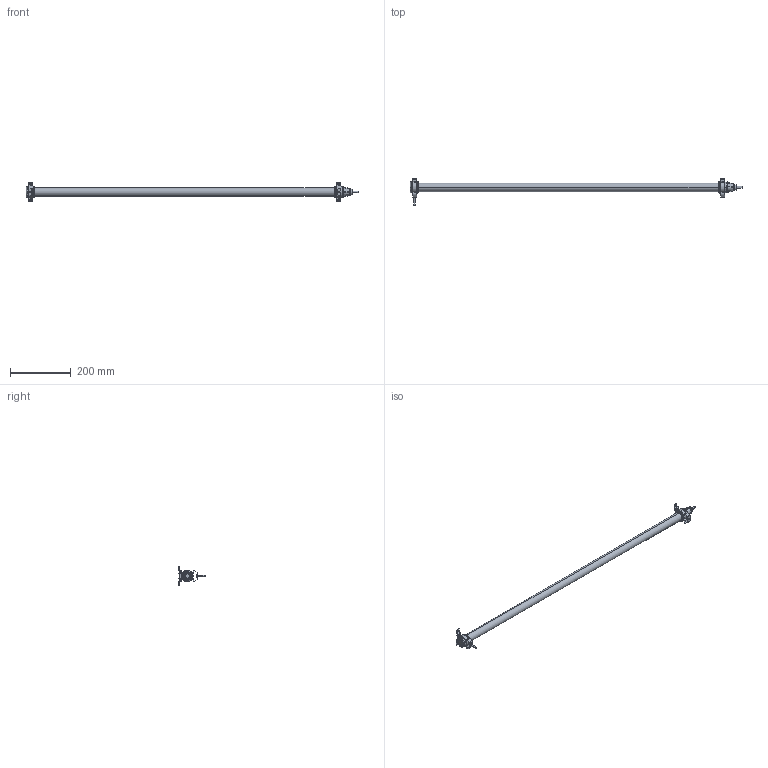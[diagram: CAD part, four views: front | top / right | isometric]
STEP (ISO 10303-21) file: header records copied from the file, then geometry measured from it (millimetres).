
FILE_DESCRIPTION((''),'2;1');
FILE_NAME('204412_ASM','2018-08-20T',('pdmadmin'),('BANNER ENGINEERING'),'CREO PARAMETRIC BY PTC INC, 2016260','CREO PARAMETRIC BY PTC INC, 2016260','');
FILE_SCHEMA(('CONFIG_CONTROL_DESIGN'));
Length unit declared in the file: inch
Products named in the file (24): 202521_AF15; 197828; 185119; HSKME1610120050U; HSKME16101200501Z; HSKME1610120050K; HSKME16101200501D; HSKMEM1610120050OR; 196966_ASM; 198158; 200661; CABLE_630; 123840; 197838_ASM; 194124; 197850; 199826; 200695; 109528; 33766; 203390; 200695_ASM; 201109; 204412_ASM
Assembly tree (28 placements, depth 4):
  204412_ASM
    202521_AF15
    197838_ASM
      197828
      185119
      196966_ASM
        HSKME1610120050U
        HSKME16101200501Z
        HSKME1610120050K
        HSKME16101200501D
        HSKMEM1610120050OR
      198158
      200661
      CABLE_630
      123840
    194124
    198158
    197850
    199826  x2
    200695_ASM  x2
      200695
      109528
      33766
      203390
    109528
    201109  x2
Bounding box: 1092.27 x 86.4 x 62 mm (x, y, z)
Volume: 207972.2 mm3; surface area: 227378.9 mm2
Topology: 28 solids, 35 shells, 2005 faces, 5013 edges, 3147 vertices
Faces by surface type: plane 1242, cylinder 370, cone 177, torus 122, bspline 74, sphere 20
Entity records: 49922 total; most frequent: CARTESIAN_POINT 14089, DIRECTION 7428, ORIENTED_EDGE 7390, EDGE_CURVE 3697, AXIS2_PLACEMENT_3D 2679, VERTEX_POINT 2323, VECTOR 2070, LINE 2070
